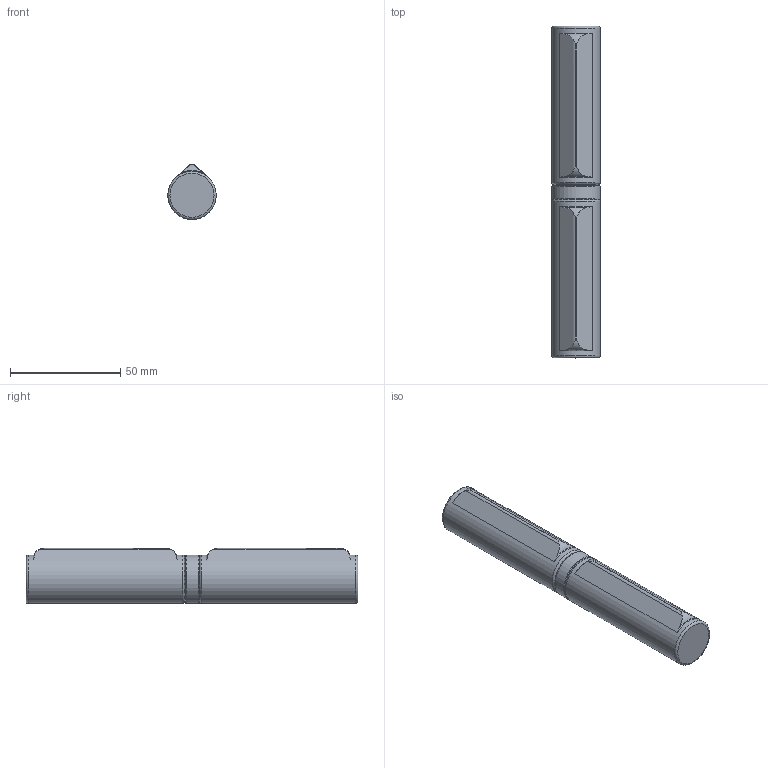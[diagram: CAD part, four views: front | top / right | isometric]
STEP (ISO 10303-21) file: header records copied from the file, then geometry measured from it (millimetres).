
FILE_DESCRIPTION (( 'STEP AP203' ), '1' );
FILE_NAME ('415-A-VA.STEP', '2022-05-09T13:59:33', ( '' ), ( '' ), 'SwSTEP 2.0', 'SolidWorks 2018', '' );
FILE_SCHEMA (( 'CONFIG_CONTROL_DESIGN' ));
Length unit declared in the file: millimetre
Products named in the file (4): 415-A-VA Teil2_415-A-VA Teil2; 415-A-VA Teil3_415-A-VA Teil3; 415-A-VA; 415-A-VA Teil1_415-A-VA Teil1
Assembly tree (3 placements, depth 2):
  415-A-VA
    415-A-VA Teil2_415-A-VA Teil2
    415-A-VA Teil1_415-A-VA Teil1
    415-A-VA Teil3_415-A-VA Teil3
Bounding box: 22 x 150.8 x 25 mm (x, y, z)
Volume: 53300.7 mm3; surface area: 20622.2 mm2
Topology: 23 solids, 23 shells, 284 faces, 730 edges, 482 vertices
Faces by surface type: plane 166, bspline 56, torus 21, sphere 20, cylinder 19, cone 2
Full cylindrical faces by diameter (mm): 14 x1, 14.1 x1, 14.2 x3, 15.2 x2, 20 x1, 22 x3
Entity records: 11178 total; most frequent: CARTESIAN_POINT 4782, ORIENTED_EDGE 1268, DIRECTION 1032, EDGE_CURVE 634, VERTEX_POINT 434, VECTOR 432, LINE 432, EDGE_LOOP 324
